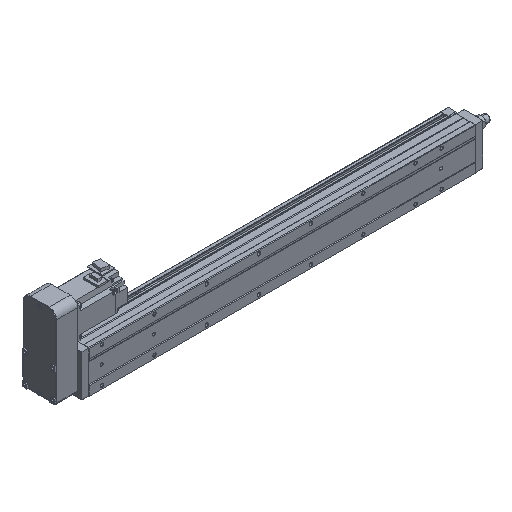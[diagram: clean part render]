
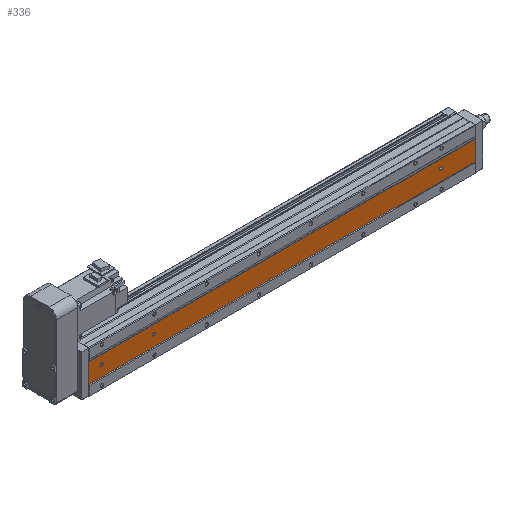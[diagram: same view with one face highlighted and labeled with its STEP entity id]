
A CAD part, isometric view. The second image highlights one B-rep face of the part: STEP entity #336.
In plain terms, the highlighted planar face has unit normal (0, -1, 0).
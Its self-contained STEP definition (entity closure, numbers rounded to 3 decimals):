
#336 = ADVANCED_FACE ( 'NONE', ( #14833, #10414, #1701, #23822 ), #28123, .F. ) ;
#519 = DIRECTION ( 'NONE',  ( 0., 0., 1. ) ) ;
#1555 = DIRECTION ( 'NONE',  ( -1., 0., 0. ) ) ;
#1701 = FACE_BOUND ( 'NONE', #12519, .T. ) ;
#1774 = EDGE_LOOP ( 'NONE', ( #2219, #10480, #6668, #14786 ) ) ;
#2217 = CARTESIAN_POINT ( 'NONE',  ( 125., 1., -2.5 ) ) ;
#2219 = ORIENTED_EDGE ( 'NONE', *, *, #24148, .F. ) ;
#2678 = CARTESIAN_POINT ( 'NONE',  ( 25., 1., 2.5 ) ) ;
#2946 = ORIENTED_EDGE ( 'NONE', *, *, #24834, .F. ) ;
#2975 = EDGE_LOOP ( 'NONE', ( #4566, #25310 ) ) ;
#3902 = EDGE_CURVE ( 'NONE', #9446, #16054, #14472, .T. ) ;
#3980 = CARTESIAN_POINT ( 'NONE',  ( 740., 1., -21. ) ) ;
#4121 = CARTESIAN_POINT ( 'NONE',  ( 740., 1., -2.5 ) ) ;
#4566 = ORIENTED_EDGE ( 'NONE', *, *, #27160, .F. ) ;
#4968 = AXIS2_PLACEMENT_3D ( 'NONE', #8387, #20813, #23236 ) ;
#5069 = CIRCLE ( 'NONE', #16002, 2.5 ) ;
#5093 = DIRECTION ( 'NONE',  ( 0., -1., 0. ) ) ;
#5319 = CARTESIAN_POINT ( 'NONE',  ( 740., 1., 16.4 ) ) ;
#5899 = LINE ( 'NONE', #25316, #15734 ) ;
#6392 = ORIENTED_EDGE ( 'NONE', *, *, #3902, .F. ) ;
#6554 = DIRECTION ( 'NONE',  ( 0., 0., -1. ) ) ;
#6668 = ORIENTED_EDGE ( 'NONE', *, *, #8875, .F. ) ;
#7476 = ORIENTED_EDGE ( 'NONE', *, *, #13008, .F. ) ;
#8087 = EDGE_CURVE ( 'NONE', #16054, #9446, #24261, .T. ) ;
#8257 = ORIENTED_EDGE ( 'NONE', *, *, #14299, .T. ) ;
#8387 = CARTESIAN_POINT ( 'NONE',  ( 125., 1., 0. ) ) ;
#8669 = CARTESIAN_POINT ( 'NONE',  ( 125., 1., 0. ) ) ;
#8800 = VERTEX_POINT ( 'NONE', #26406 ) ;
#8875 = EDGE_CURVE ( 'NONE', #8800, #10054, #15691, .T. ) ;
#8923 = DIRECTION ( 'NONE',  ( 0., 0., 1. ) ) ;
#9321 = VERTEX_POINT ( 'NONE', #15660 ) ;
#9446 = VERTEX_POINT ( 'NONE', #12356 ) ;
#9847 = VERTEX_POINT ( 'NONE', #16455 ) ;
#10054 = VERTEX_POINT ( 'NONE', #22577 ) ;
#10414 = FACE_BOUND ( 'NONE', #1774, .T. ) ;
#10480 = ORIENTED_EDGE ( 'NONE', *, *, #15644, .F. ) ;
#10557 = DIRECTION ( 'NONE',  ( 0., -1., 0. ) ) ;
#10934 = VECTOR ( 'NONE', #27444, 1000. ) ;
#10964 = EDGE_CURVE ( 'NONE', #27301, #14450, #5899, .T. ) ;
#12191 = CARTESIAN_POINT ( 'NONE',  ( 674., 1., -2.5 ) ) ;
#12265 = DIRECTION ( 'NONE',  ( 1., 0., 0. ) ) ;
#12356 = CARTESIAN_POINT ( 'NONE',  ( 25., 1., -2.5 ) ) ;
#12519 = EDGE_LOOP ( 'NONE', ( #6392, #19464 ) ) ;
#12554 = DIRECTION ( 'NONE',  ( 1., 0., 0. ) ) ;
#12853 = AXIS2_PLACEMENT_3D ( 'NONE', #15114, #21392, #12554 ) ;
#13008 = EDGE_CURVE ( 'NONE', #26993, #9321, #21384, .T. ) ;
#13112 = DIRECTION ( 'NONE',  ( 0., 0., 1. ) ) ;
#13331 = EDGE_LOOP ( 'NONE', ( #8257, #7476, #2946, #15392 ) ) ;
#13521 = CARTESIAN_POINT ( 'NONE',  ( 25., 1., 0. ) ) ;
#14299 = EDGE_CURVE ( 'NONE', #14450, #9321, #26255, .T. ) ;
#14450 = VERTEX_POINT ( 'NONE', #27099 ) ;
#14472 = CIRCLE ( 'NONE', #19937, 2.5 ) ;
#14786 = ORIENTED_EDGE ( 'NONE', *, *, #16551, .F. ) ;
#14833 = FACE_OUTER_BOUND ( 'NONE', #13331, .T. ) ;
#15114 = CARTESIAN_POINT ( 'NONE',  ( 740., 1., 16.4 ) ) ;
#15260 = DIRECTION ( 'NONE',  ( 0., 0., 1. ) ) ;
#15392 = ORIENTED_EDGE ( 'NONE', *, *, #10964, .T. ) ;
#15625 = VECTOR ( 'NONE', #23835, 1000. ) ;
#15644 = EDGE_CURVE ( 'NONE', #10054, #20966, #16156, .T. ) ;
#15660 = CARTESIAN_POINT ( 'NONE',  ( 0., 1., -21. ) ) ;
#15691 = LINE ( 'NONE', #24407, #15625 ) ;
#15734 = VECTOR ( 'NONE', #23038, 1000. ) ;
#16002 = AXIS2_PLACEMENT_3D ( 'NONE', #8669, #21955, #13112 ) ;
#16054 = VERTEX_POINT ( 'NONE', #2678 ) ;
#16156 = CIRCLE ( 'NONE', #22087, 2.5 ) ;
#16398 = VERTEX_POINT ( 'NONE', #2217 ) ;
#16455 = CARTESIAN_POINT ( 'NONE',  ( 125., 1., 2.5 ) ) ;
#16551 = EDGE_CURVE ( 'NONE', #21606, #8800, #24860, .T. ) ;
#17102 = AXIS2_PLACEMENT_3D ( 'NONE', #20335, #18050, #8923 ) ;
#17870 = AXIS2_PLACEMENT_3D ( 'NONE', #13521, #5093, #519 ) ;
#18050 = DIRECTION ( 'NONE',  ( 0., -1., 0. ) ) ;
#19464 = ORIENTED_EDGE ( 'NONE', *, *, #8087, .F. ) ;
#19937 = AXIS2_PLACEMENT_3D ( 'NONE', #22109, #10557, #15260 ) ;
#20092 = CARTESIAN_POINT ( 'NONE',  ( 740., 1., 16.4 ) ) ;
#20335 = CARTESIAN_POINT ( 'NONE',  ( 676., 1., 0. ) ) ;
#20708 = EDGE_CURVE ( 'NONE', #9847, #16398, #21357, .T. ) ;
#20813 = DIRECTION ( 'NONE',  ( 0., -1., 0. ) ) ;
#20966 = VERTEX_POINT ( 'NONE', #12191 ) ;
#21357 = CIRCLE ( 'NONE', #4968, 2.5 ) ;
#21384 = LINE ( 'NONE', #3980, #23942 ) ;
#21392 = DIRECTION ( 'NONE',  ( 0., 1., 0. ) ) ;
#21606 = VERTEX_POINT ( 'NONE', #26133 ) ;
#21836 = DIRECTION ( 'NONE',  ( 0., -1., 0. ) ) ;
#21850 = VECTOR ( 'NONE', #12265, 1000. ) ;
#21955 = DIRECTION ( 'NONE',  ( 0., -1., 0. ) ) ;
#22087 = AXIS2_PLACEMENT_3D ( 'NONE', #26416, #21836, #23560 ) ;
#22109 = CARTESIAN_POINT ( 'NONE',  ( 25., 1., 0. ) ) ;
#22577 = CARTESIAN_POINT ( 'NONE',  ( 674., 1., 2.5 ) ) ;
#23038 = DIRECTION ( 'NONE',  ( -1., 0., 0. ) ) ;
#23236 = DIRECTION ( 'NONE',  ( 0., 0., 1. ) ) ;
#23383 = VECTOR ( 'NONE', #6554, 1000. ) ;
#23560 = DIRECTION ( 'NONE',  ( 0., 0., 1. ) ) ;
#23822 = FACE_BOUND ( 'NONE', #2975, .T. ) ;
#23835 = DIRECTION ( 'NONE',  ( -1., 0., 0. ) ) ;
#23942 = VECTOR ( 'NONE', #1555, 1000. ) ;
#24148 = EDGE_CURVE ( 'NONE', #20966, #21606, #27970, .T. ) ;
#24261 = CIRCLE ( 'NONE', #17870, 2.5 ) ;
#24407 = CARTESIAN_POINT ( 'NONE',  ( 740., 1., 2.5 ) ) ;
#24834 = EDGE_CURVE ( 'NONE', #27301, #26993, #27026, .T. ) ;
#24860 = CIRCLE ( 'NONE', #17102, 2.5 ) ;
#25310 = ORIENTED_EDGE ( 'NONE', *, *, #20708, .F. ) ;
#25316 = CARTESIAN_POINT ( 'NONE',  ( 740., 1., 16.4 ) ) ;
#25381 = CARTESIAN_POINT ( 'NONE',  ( 740., 1., -21. ) ) ;
#26133 = CARTESIAN_POINT ( 'NONE',  ( 676., 1., -2.5 ) ) ;
#26255 = LINE ( 'NONE', #26538, #23383 ) ;
#26406 = CARTESIAN_POINT ( 'NONE',  ( 676., 1., 2.5 ) ) ;
#26416 = CARTESIAN_POINT ( 'NONE',  ( 674., 1., 0. ) ) ;
#26538 = CARTESIAN_POINT ( 'NONE',  ( 0., 1., 16.4 ) ) ;
#26993 = VERTEX_POINT ( 'NONE', #25381 ) ;
#27026 = LINE ( 'NONE', #5319, #10934 ) ;
#27099 = CARTESIAN_POINT ( 'NONE',  ( 0., 1., 16.4 ) ) ;
#27160 = EDGE_CURVE ( 'NONE', #16398, #9847, #5069, .T. ) ;
#27301 = VERTEX_POINT ( 'NONE', #20092 ) ;
#27444 = DIRECTION ( 'NONE',  ( 0., 0., -1. ) ) ;
#27970 = LINE ( 'NONE', #4121, #21850 ) ;
#28123 = PLANE ( 'NONE',  #12853 ) ;
